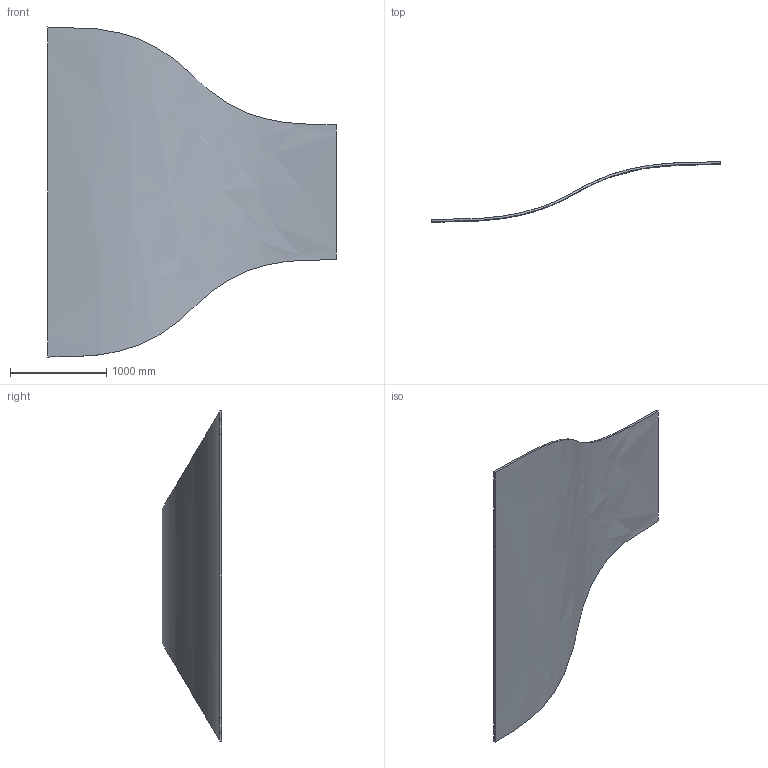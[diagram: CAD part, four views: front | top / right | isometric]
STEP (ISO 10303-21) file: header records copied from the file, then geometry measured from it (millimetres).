
FILE_DESCRIPTION( ( 'Unknown' ), '1' );
FILE_NAME( '220.011.001.001_Duesengrundflaeche.stp', 'Unknown', ( 'Unknown' ), ( 'Unknown' ), 'PSStep 14.0', 'Unknown', ' ' );
FILE_SCHEMA( ( 'AUTOMOTIVE_DESIGN { 1 0 10303 214 1 1 1 1 }' ) );
Length unit declared in the file: millimetre
Products named in the file (1): 1
Bounding box: 3000 x 621 x 3430 mm (x, y, z)
Volume: 157589978.8 mm3; surface area: 15245649.3 mm2
Topology: 1 solids, 1 shells, 18 faces, 48 edges, 32 vertices
Faces by surface type: bspline 17, offset 1
Entity records: 3243 total; most frequent: CARTESIAN_POINT 2779, ORIENTED_EDGE 96, EDGE_CURVE 48, B_SPLINE_CURVE_WITH_KNOTS 48, VERTEX_POINT 32, STYLED_ITEM 18, PRESENTATION_STYLE_ASSIGNMENT 18, ADVANCED_FACE 18
